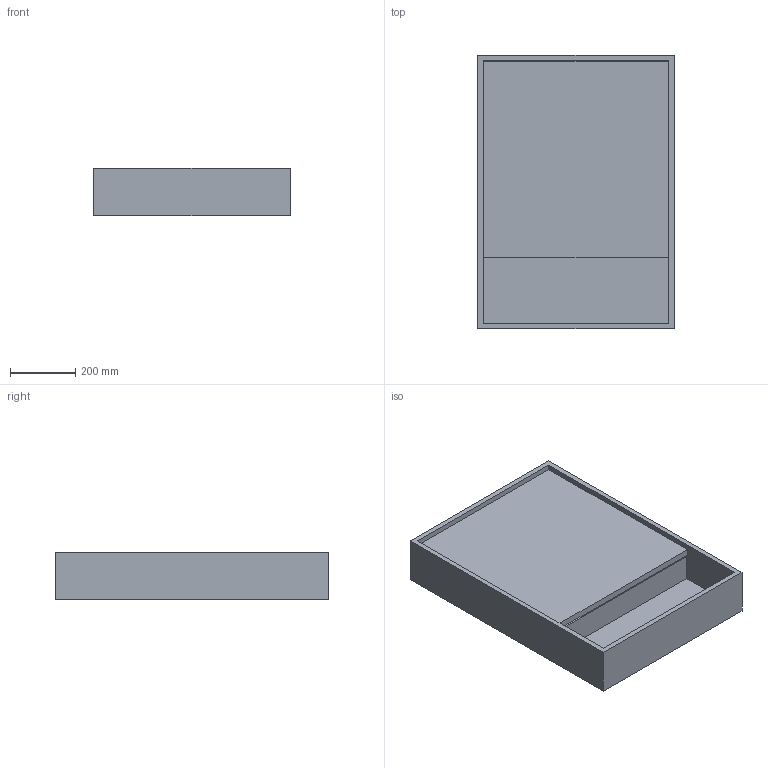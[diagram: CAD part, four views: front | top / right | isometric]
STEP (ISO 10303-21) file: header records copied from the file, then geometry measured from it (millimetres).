
FILE_DESCRIPTION (( 'STEP AP214' ), '1' );
FILE_NAME ('Kado Aspect 835H x 600W 1D with open shelf.STEP', '2022-04-25T23:57:43', ( '' ), ( '' ), 'SwSTEP 2.0', 'SolidWorks 2018', '' );
FILE_SCHEMA (( 'AUTOMOTIVE_DESIGN' ));
Length unit declared in the file: millimetre
Products named in the file (1): Kado Aspect 835H x 600W 1D with open shelf
Bounding box: 600 x 835 x 145 mm (x, y, z)
Volume: 21256560 mm3; surface area: 2605110.4 mm2
Topology: 3 solids, 3 shells, 32 faces, 72 edges, 48 vertices
Faces by surface type: plane 32
Entity records: 943 total; most frequent: CARTESIAN_POINT 153, ORIENTED_EDGE 144, DIRECTION 138, EDGE_CURVE 72, LINE 72, VECTOR 72, VERTEX_POINT 48, EDGE_LOOP 36
